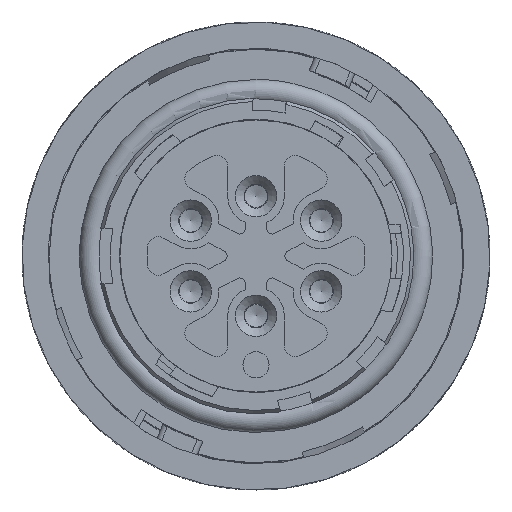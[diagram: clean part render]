
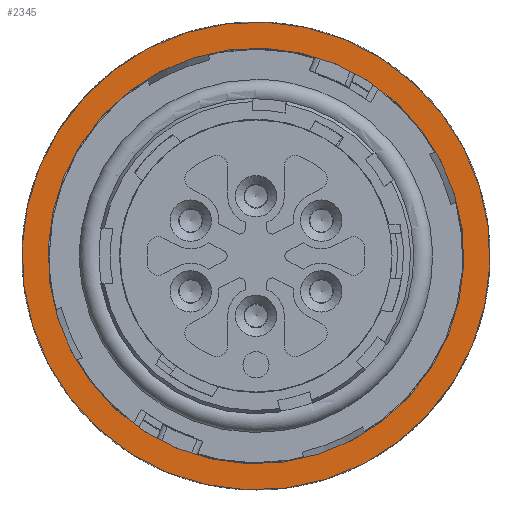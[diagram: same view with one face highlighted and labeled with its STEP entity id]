
A CAD part, left-side view. The second image highlights one B-rep face of the part: STEP entity #2345.
In plain terms, the highlighted planar face has unit normal (-1, 0, 0).
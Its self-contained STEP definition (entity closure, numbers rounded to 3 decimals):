
#1021=FACE_BOUND('',#4716,.T.);
#1022=FACE_BOUND('',#4717,.T.);
#1559=PLANE('',#19391);
#2345=ADVANCED_FACE('',(#1021,#1022),#1559,.T.);
#4716=EDGE_LOOP('',(#8761));
#4717=EDGE_LOOP('',(#8762));
#5859=CIRCLE('',#19364,19.1);
#5873=CIRCLE('',#19390,21.5);
#8761=ORIENTED_EDGE('',*,*,#14626,.T.);
#8762=ORIENTED_EDGE('',*,*,#14658,.F.);
#12431=VERTEX_POINT('',#29898);
#12453=VERTEX_POINT('',#29964);
#14626=EDGE_CURVE('',#12431,#12431,#5859,.T.);
#14658=EDGE_CURVE('',#12453,#12453,#5873,.T.);
#19364=AXIS2_PLACEMENT_3D('',#29897,#22890,#22891);
#19390=AXIS2_PLACEMENT_3D('',#29963,#22960,#22961);
#19391=AXIS2_PLACEMENT_3D('',#29965,#22962,#22963);
#22890=DIRECTION('',(1.,0.,0.));
#22891=DIRECTION('',(0.,0.924,0.382));
#22960=DIRECTION('',(1.,0.,0.));
#22961=DIRECTION('',(0.,0.924,0.382));
#22962=DIRECTION('',(-1.,0.,0.));
#22963=DIRECTION('',(0.,0.924,0.382));
#29897=CARTESIAN_POINT('',(-54.759,7.674,0.));
#29898=CARTESIAN_POINT('',(-54.759,25.327,7.293));
#29963=CARTESIAN_POINT('',(-54.759,7.674,0.));
#29964=CARTESIAN_POINT('',(-54.759,27.545,8.21));
#29965=CARTESIAN_POINT('',(-54.759,-23.122,12.603));
